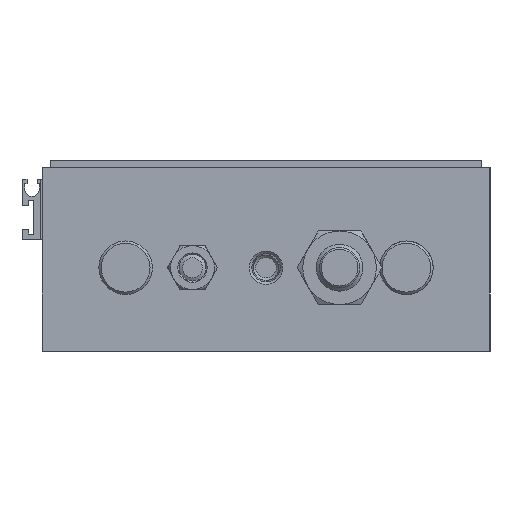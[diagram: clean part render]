
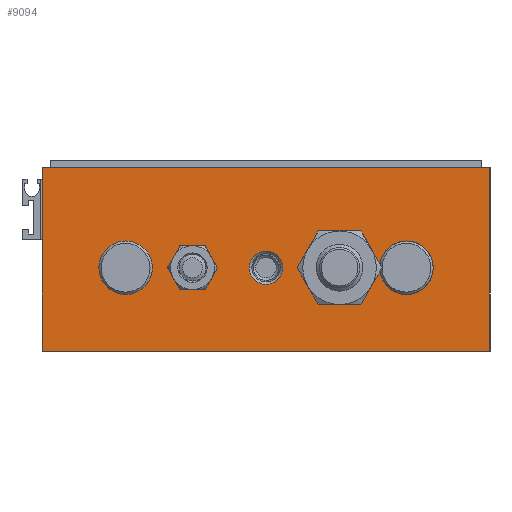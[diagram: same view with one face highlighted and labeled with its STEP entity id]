
A CAD part, left-side view. The second image highlights one B-rep face of the part: STEP entity #9094.
In plain terms, the highlighted planar face has unit normal (-1, 0, 0).
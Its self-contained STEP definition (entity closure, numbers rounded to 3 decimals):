
#7814=CARTESIAN_POINT('',(-20.,-34.075,-33.092
));
#7815=VERTEX_POINT('Vertex417',#7814);
#7831=CARTESIAN_POINT('',(-20.,-34.075,-30.908
));
#7832=VERTEX_POINT('Vertex418',#7831);
#7854=CARTESIAN_POINT('',(-20.,-28.352,-20.997
));
#7855=VERTEX_POINT('Vertex419',#7854);
#7871=CARTESIAN_POINT('',(-20.,-31.214,-25.953
));
#7872=DIRECTION('',(0.,-0.5,-0.866));
#7873=VECTOR('',#7872,1.);
#7874=LINE('nurbsCrv606',#7871,#7873);
#7875=EDGE_CURVE('Edge606',#7855,#7832,#7874,.T.);
#7885=CARTESIAN_POINT('',(-20.,-15.647,-20.997
));
#7886=VERTEX_POINT('Vertex420',#7885);
#7896=CARTESIAN_POINT('',(-20.,-22.,-20.997
));
#7897=DIRECTION('',(0.,-1.,0.));
#7898=VECTOR('',#7897,1.);
#7899=LINE('nurbsCrv608',#7896,#7898);
#7900=EDGE_CURVE('Edge608',#7886,#7855,#7899,.T.);
#7912=CARTESIAN_POINT('',(-20.,-28.352,-43.003
));
#7913=VERTEX_POINT('Vertex421',#7912);
#7920=CARTESIAN_POINT('',(-20.,-31.214,-38.047
));
#7921=DIRECTION('',(0.,0.5,-0.866)
);
#7922=VECTOR('',#7921,1.);
#7923=LINE('nurbsCrv610',#7920,#7922);
#7924=EDGE_CURVE('Edge610',#7815,#7913,#7923,.T.);
#7936=CARTESIAN_POINT('',(-20.,-15.647,-43.003
));
#7937=VERTEX_POINT('Vertex422',#7936);
#7945=CARTESIAN_POINT('',(-20.,-9.295,-32.));
#7946=VERTEX_POINT('Vertex423',#7945);
#7953=CARTESIAN_POINT('',(-20.,-12.471,-37.501
));
#7954=DIRECTION('',(0.,0.5,0.866)
);
#7955=VECTOR('',#7954,1.);
#7956=LINE('nurbsCrv613',#7953,#7955);
#7957=EDGE_CURVE('Edge613',#7937,#7946,#7956,.T.);
#7970=CARTESIAN_POINT('',(-20.,-12.471,-26.499
));
#7971=DIRECTION('',(0.,-0.5,0.866));
#7972=VECTOR('',#7971,1.);
#7973=LINE('nurbsCrv614',#7970,#7972);
#7974=EDGE_CURVE('Edge614',#7946,#7886,#7973,.T.);
#7988=CARTESIAN_POINT('',(-20.,-22.,-43.003
));
#7989=DIRECTION('',(0.,1.,0.));
#7990=VECTOR('',#7989,1.);
#7991=LINE('nurbsCrv615',#7988,#7990);
#7992=EDGE_CURVE('Edge615',#7913,#7937,#7991,.T.);
#8002=CARTESIAN_POINT('',(-20.,25.753,-25.5));
#8003=VERTEX_POINT('Vertex425',#8002);
#8004=CARTESIAN_POINT('',(-20.,18.247,-25.5));
#8005=VERTEX_POINT('Vertex424',#8004);
#8006=CARTESIAN_POINT('',(-20.,22.,-25.5));
#8007=DIRECTION('',(0.,-1.,0.));
#8008=VECTOR('',#8007,1.);
#8009=LINE('nurbsCrv616',#8006,#8008);
#8010=EDGE_CURVE('Edge616',#8003,#8005,#8009,.T.);
#8035=CARTESIAN_POINT('',(-20.,14.494,-32.));
#8036=VERTEX_POINT('Vertex426',#8035);
#8037=CARTESIAN_POINT('',(-20.,16.371,-28.75));
#8038=DIRECTION('',(0.,-0.5,-0.866));
#8039=VECTOR('',#8038,1.);
#8040=LINE('nurbsCrv619',#8037,#8039);
#8041=EDGE_CURVE('Edge619',#8005,#8036,#8040,.T.);
#8061=CARTESIAN_POINT('',(-20.,29.506,-32.));
#8062=VERTEX_POINT('Vertex427',#8061);
#8073=CARTESIAN_POINT('',(-20.,27.629,-28.75));
#8074=DIRECTION('',(0.,-0.5,0.866));
#8075=VECTOR('',#8074,1.);
#8076=LINE('nurbsCrv622',#8073,#8075);
#8077=EDGE_CURVE('Edge622',#8062,#8003,#8076,.T.);
#8091=CARTESIAN_POINT('',(-20.,18.247,-38.5));
#8092=VERTEX_POINT('Vertex428',#8091);
#8099=CARTESIAN_POINT('',(-20.,16.371,-35.25));
#8100=DIRECTION('',(0.,0.5,-0.866)
);
#8101=VECTOR('',#8100,1.);
#8102=LINE('nurbsCrv624',#8099,#8101);
#8103=EDGE_CURVE('Edge624',#8036,#8092,#8102,.T.);
#8113=CARTESIAN_POINT('',(-20.,25.753,-38.5));
#8114=VERTEX_POINT('Vertex429',#8113);
#8115=CARTESIAN_POINT('',(-20.,27.629,-35.25));
#8116=DIRECTION('',(0.,0.5,0.866)
);
#8117=VECTOR('',#8116,1.);
#8118=LINE('nurbsCrv625',#8115,#8117);
#8119=EDGE_CURVE('Edge625',#8114,#8062,#8118,.T.);
#8144=CARTESIAN_POINT('',(-20.,22.,-38.5));
#8145=DIRECTION('',(0.,1.,0.));
#8146=VECTOR('',#8145,1.);
#8147=LINE('nurbsCrv627',#8144,#8146);
#8148=EDGE_CURVE('Edge627',#8092,#8114,#8147,.T.);
#8523=CARTESIAN_POINT('',(-20.,-42.,-32.));
#8524=DIRECTION('',(1.,0.,0.));
#8525=DIRECTION('',(0.,0.991,0.136));
#8526=AXIS2_PLACEMENT_3D('',#8523,#8524,#8525);
#8527=CIRCLE('nurbsCrv640',#8526,8.);
#8528=EDGE_CURVE('Edge640',#7832,#7815,#8527,.T.);
#8543=CARTESIAN_POINT('',(-20.,50.,-32.));
#8544=VERTEX_POINT('Vertex441',#8543);
#8545=CARTESIAN_POINT('',(-20.,42.,-32.));
#8546=DIRECTION('',(1.,0.,0.));
#8547=DIRECTION('',(0.,1.,0.));
#8548=AXIS2_PLACEMENT_3D('',#8545,#8546,#8547);
#8549=CIRCLE('nurbsCrv641',#8548,8.);
#8550=EDGE_CURVE('Edge641',#8544,#8544,#8549,.T.);
#8650=CARTESIAN_POINT('',(-20.,0.,-36.983));
#8651=VERTEX_POINT('Vertex617',#8650);
#8652=CARTESIAN_POINT('',(-20.,0.,
-27.017));
#8653=VERTEX_POINT('Vertex445',#8652);
#8654=CARTESIAN_POINT('',(-20.,0.,-32.));
#8655=DIRECTION('',(-1.,0.,0.));
#8656=DIRECTION('',(0.,0.,-1.));
#8657=AXIS2_PLACEMENT_3D('',#8654,#8655,#8656);
#8658=CIRCLE('nurbsCrv2396',#8657,4.983);
#8659=EDGE_CURVE('Edge932',#8651,#8653,#8658,.T.);
#8661=CARTESIAN_POINT('',(-20.,0.,-32.));
#8662=DIRECTION('',(-1.,0.,0.));
#8663=DIRECTION('',(0.,0.,1.));
#8664=AXIS2_PLACEMENT_3D('',#8661,#8662,#8663);
#8665=CIRCLE('nurbsCrv2395',#8664,4.983);
#8666=EDGE_CURVE('Edge931',#8653,#8651,#8665,.T.);
#8896=CARTESIAN_POINT('',(-20.,-67.,-2.));
#8897=VERTEX_POINT('Vertex459',#8896);
#8906=CARTESIAN_POINT('',(-20.,-67.,-57.
));
#8907=VERTEX_POINT('Vertex460',#8906);
#8908=CARTESIAN_POINT('',(-20.,-67.,-29.5
));
#8909=DIRECTION('',(0.,0.,1.));
#8910=VECTOR('',#8909,1.);
#8911=LINE('nurbsCrv659',#8908,#8910);
#8912=EDGE_CURVE('Edge659',#8907,#8897,#8911,.T.);
#9040=CARTESIAN_POINT('',(-20.,67.,-2.));
#9041=VERTEX_POINT('Vertex467',#9040);
#9042=CARTESIAN_POINT('',(-20.,67.,-57.)
);
#9043=VERTEX_POINT('Vertex466',#9042);
#9044=CARTESIAN_POINT('',(-20.,67.,-29.5)
);
#9045=DIRECTION('',(0.,0.,-1.));
#9046=VECTOR('',#9045,1.);
#9047=LINE('nurbsCrv670',#9044,#9046);
#9048=EDGE_CURVE('Edge670',#9041,#9043,#9047,.T.);
#9049=ORIENTED_EDGE('Edgeuse1315',*,*,#9048,.T.);
#9050=CARTESIAN_POINT('',(-20.,0.,
-57.));
#9051=DIRECTION('',(0.,1.,0.));
#9052=VECTOR('',#9051,1.);
#9053=LINE('nurbsCrv671',#9050,#9052);
#9054=EDGE_CURVE('Edge671',#8907,#9043,#9053,.T.);
#9055=ORIENTED_EDGE('Edgeuse1316',*,*,#9054,.F.);
#9056=ORIENTED_EDGE('Edgeuse1317',*,*,#8912,.T.);
#9057=CARTESIAN_POINT('',(-20.,0.,-2.));
#9058=DIRECTION('',(0.,1.,0.));
#9059=VECTOR('',#9058,1.);
#9060=LINE('nurbsCrv672',#9057,#9059);
#9061=EDGE_CURVE('Edge672',#8897,#9041,#9060,.T.);
#9062=ORIENTED_EDGE('Edgeuse1318',*,*,#9061,.T.);
#9063=EDGE_LOOP('',(#9049,#9055,#9056,#9062));
#9064=FACE_OUTER_BOUND('',#9063,.T.);
#9065=ORIENTED_EDGE('Edgeuse1864',*,*,#8659,.F.);
#9066=ORIENTED_EDGE('Edgeuse1862',*,*,#8666,.F.);
#9067=EDGE_LOOP('',(#9065,#9066));
#9068=FACE_BOUND('',#9067,.T.);
#9069=ORIENTED_EDGE('Edgeuse1320',*,*,#8077,.T.);
#9070=ORIENTED_EDGE('Edgeuse1321',*,*,#8010,.T.);
#9071=ORIENTED_EDGE('Edgeuse1322',*,*,#8041,.T.);
#9072=ORIENTED_EDGE('Edgeuse1323',*,*,#8103,.T.);
#9073=ORIENTED_EDGE('Edgeuse1324',*,*,#8148,.T.);
#9074=ORIENTED_EDGE('Edgeuse1325',*,*,#8119,.T.);
#9075=EDGE_LOOP('',(#9069,#9070,#9071,#9072,#9073,#9074));
#9076=FACE_BOUND('',#9075,.T.);
#9077=ORIENTED_EDGE('Edgeuse1307',*,*,#8550,.T.);
#9078=EDGE_LOOP('',(#9077));
#9079=FACE_BOUND('',#9078,.T.);
#9080=ORIENTED_EDGE('Edgeuse1308',*,*,#7924,.T.);
#9081=ORIENTED_EDGE('Edgeuse1309',*,*,#7992,.T.);
#9082=ORIENTED_EDGE('Edgeuse1310',*,*,#7957,.T.);
#9083=ORIENTED_EDGE('Edgeuse1311',*,*,#7974,.T.);
#9084=ORIENTED_EDGE('Edgeuse1312',*,*,#7900,.T.);
#9085=ORIENTED_EDGE('Edgeuse1313',*,*,#7875,.T.);
#9086=ORIENTED_EDGE('Edgeuse1314',*,*,#8528,.T.);
#9087=EDGE_LOOP('',(#9080,#9081,#9082,#9083,#9084,#9085,#9086));
#9088=FACE_BOUND('',#9087,.T.);
#9089=CARTESIAN_POINT('',(-20.,0.,
-29.5));
#9090=DIRECTION('',(-1.,0.,0.));
#9091=DIRECTION('',(0.,0.,1.));
#9092=AXIS2_PLACEMENT_3D('',#9089,#9090,#9091);
#9093=PLANE('nurbsSrf269',#9092);
#9094=ADVANCED_FACE('Face269',(#9064,#9068,#9076,#9079,#9088),#9093,.T.);
